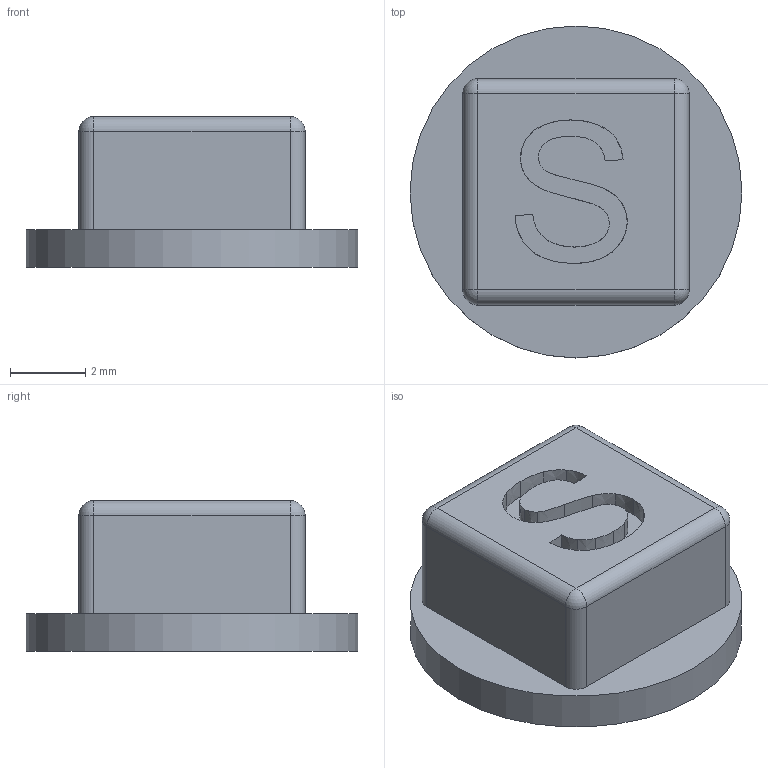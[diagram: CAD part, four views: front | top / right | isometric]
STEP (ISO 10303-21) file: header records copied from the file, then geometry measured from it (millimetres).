
FILE_DESCRIPTION(('FreeCAD Model'),'2;1');
FILE_NAME('Open CASCADE Shape Model','2021-10-21T09:48:23',('Author'),( ''),'Open CASCADE STEP processor 7.5','FreeCAD','Unknown');
FILE_SCHEMA(('AUTOMOTIVE_DESIGN { 1 0 10303 214 1 1 1 1 }'));
Length unit declared in the file: millimetre
Products named in the file (1): Button_Source
Bounding box: 8.8 x 8.8 x 4 mm (x, y, z)
Volume: 165.3 mm3; surface area: 225.5 mm2
Topology: 1 solids, 1 shells, 57 faces, 156 edges, 100 vertices
Faces by surface type: extrusion 33, plane 11, cylinder 9, sphere 4
Full cylindrical faces by diameter (mm): 8.8 x1
Entity records: 3844 total; most frequent: CARTESIAN_POINT 992, DIRECTION 421, VECTOR 321, ORIENTED_EDGE 304, PCURVE 304, DEFINITIONAL_REPRESENTATION 304, LINE 288, B_SPLINE_CURVE_WITH_KNOTS 165
